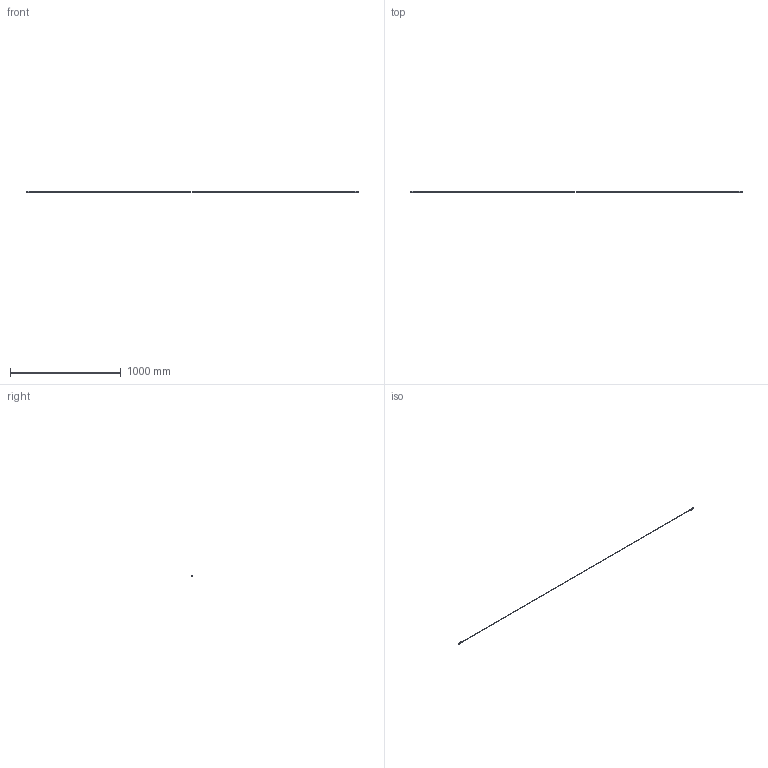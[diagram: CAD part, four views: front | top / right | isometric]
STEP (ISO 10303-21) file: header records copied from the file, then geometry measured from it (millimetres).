
FILE_DESCRIPTION( ( 'STEP AP214' ), '1' );
FILE_NAME( 'WJP0430HB.step', '2022-03-25T09:36:43', ( ' ' ), ( ' ' ), 'XStep 1.0', ' ', ' ' );
FILE_SCHEMA( ( 'automotive_design' ) );
Length unit declared in the file: millimetre
Products named in the file (1): 1
Bounding box: 3000 x 14 x 14 mm (x, y, z)
Volume: 53923.2 mm3; surface area: 44903 mm2
Topology: 1 solids, 1 shells, 173 faces, 486 edges, 323 vertices
Faces by surface type: cylinder 103, plane 58, torus 8, cone 4
Full cylindrical faces by diameter (mm): 4.4 x1, 6 x2, 9.9 x2, 14 x2
Entity records: 7146 total; most frequent: CARTESIAN_POINT 1484, ORIENTED_EDGE 912, DIRECTION 872, EDGE_CURVE 456, AXIS2_PLACEMENT_3D 340, VERTEX_POINT 312, EDGE_LOOP 196, LINE 192
